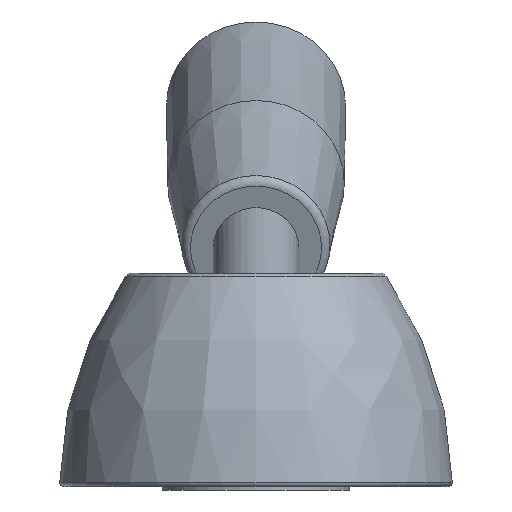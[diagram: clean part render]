
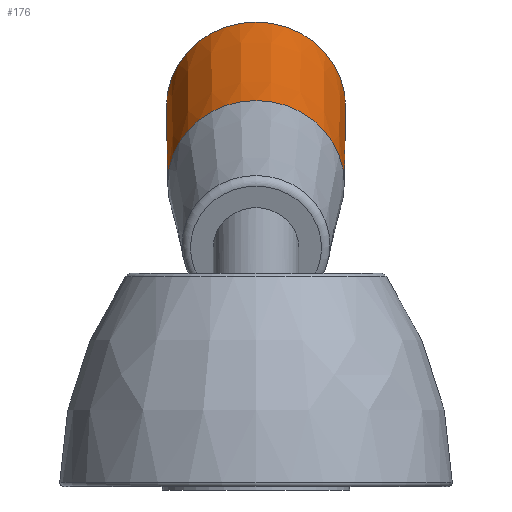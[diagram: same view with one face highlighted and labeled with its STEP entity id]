
A CAD part, front view. The second image highlights one B-rep face of the part: STEP entity #176.
In plain terms, the highlighted conical face has half-angle 0.307 degrees and reference radius 10.35 mm.
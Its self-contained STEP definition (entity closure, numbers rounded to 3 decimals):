
#176 = ADVANCED_FACE( '', ( #409, #410 ), #411, .T. );
#409 = FACE_OUTER_BOUND( '', #1448, .T. );
#410 = FACE_BOUND( '', #1449, .T. );
#411 = CONICAL_SURFACE( '', #1450, 10.35, 0.005 );
#1448 = EDGE_LOOP( '', ( #2149 ) );
#1449 = EDGE_LOOP( '', ( #2150 ) );
#1450 = AXIS2_PLACEMENT_3D( '', #2151, #2152, #2153 );
#2149 = ORIENTED_EDGE( '', *, *, #2608, .F. );
#2150 = ORIENTED_EDGE( '', *, *, #2609, .T. );
#2151 = CARTESIAN_POINT( '', ( 0., 78.513, 35.507 ) );
#2152 = DIRECTION( '', ( 0., 0.94, 0.342 ) );
#2153 = DIRECTION( '', ( 1., 0., 0. ) );
#2608 = EDGE_CURVE( '', #2899, #2899, #2900, .T. );
#2609 = EDGE_CURVE( '', #2901, #2901, #2902, .T. );
#2899 = VERTEX_POINT( '', #3788 );
#2900 = CIRCLE( '', #3789, 10.492 );
#2901 = VERTEX_POINT( '', #3790 );
#2902 = CIRCLE( '', #3791, 10.35 );
#3788 = CARTESIAN_POINT( '', ( 10.492, 103.415, 44.57 ) );
#3789 = AXIS2_PLACEMENT_3D( '', #4185, #4186, #4187 );
#3790 = CARTESIAN_POINT( '', ( 10.35, 78.513, 35.507 ) );
#3791 = AXIS2_PLACEMENT_3D( '', #4188, #4189, #4190 );
#4185 = CARTESIAN_POINT( '', ( 0., 103.415, 44.57 ) );
#4186 = DIRECTION( '', ( 0., 0.94, 0.342 ) );
#4187 = DIRECTION( '', ( 1., 0., 0. ) );
#4188 = CARTESIAN_POINT( '', ( 0., 78.513, 35.507 ) );
#4189 = DIRECTION( '', ( 0., 0.94, 0.342 ) );
#4190 = DIRECTION( '', ( 1., 0., 0. ) );
